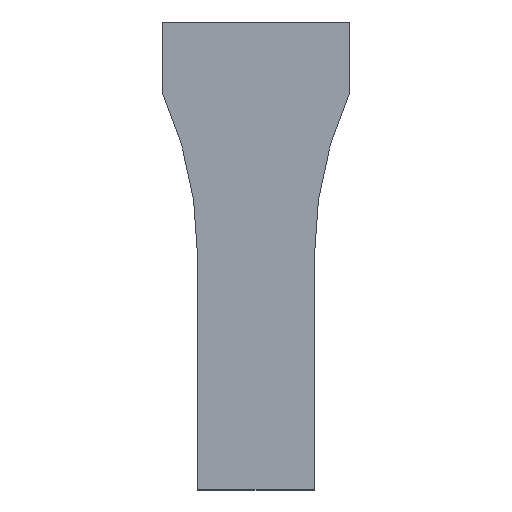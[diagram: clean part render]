
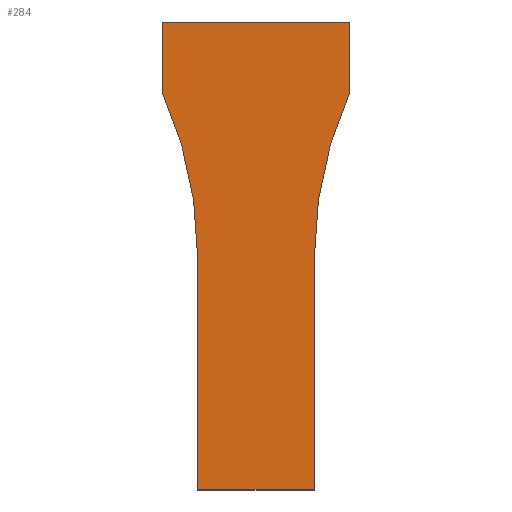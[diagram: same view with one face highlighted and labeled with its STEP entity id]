
A CAD part, top view. The second image highlights one B-rep face of the part: STEP entity #284.
In plain terms, the highlighted planar face has unit normal (0, 0, 1).
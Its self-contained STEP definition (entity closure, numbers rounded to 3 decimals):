
#67=DIRECTION('',(1.,0.,0.));
#68=VECTOR('',#67,50.);
#69=CARTESIAN_POINT('',(-25.,0.,5.));
#70=LINE('',#69,#68);
#71=DIRECTION('',(0.,-1.,0.));
#72=VECTOR('',#71,100.);
#73=CARTESIAN_POINT('',(-25.,100.,5.));
#74=LINE('',#73,#72);
#75=CARTESIAN_POINT('',(-195.,100.,5.));
#76=DIRECTION('',(0.,0.,-1.));
#77=DIRECTION('',(0.911,0.412,0.));
#78=AXIS2_PLACEMENT_3D('',#75,#76,#77);
#80=DIRECTION('',(0.,-1.,0.));
#81=VECTOR('',#80,30.);
#82=CARTESIAN_POINT('',(-40.081,200.,5.));
#83=LINE('',#82,#81);
#84=DIRECTION('',(-1.,0.,0.));
#85=VECTOR('',#84,80.161);
#86=CARTESIAN_POINT('',(40.081,200.,5.));
#87=LINE('',#86,#85);
#88=DIRECTION('',(0.,1.,0.));
#89=VECTOR('',#88,30.);
#90=CARTESIAN_POINT('',(40.081,170.,5.));
#91=LINE('',#90,#89);
#92=CARTESIAN_POINT('',(195.,100.,5.));
#93=DIRECTION('',(0.,0.,-1.));
#94=DIRECTION('',(-1.,0.,0.));
#95=AXIS2_PLACEMENT_3D('',#92,#93,#94);
#97=DIRECTION('',(0.,1.,0.));
#98=VECTOR('',#97,100.);
#99=CARTESIAN_POINT('',(25.,0.,5.));
#100=LINE('',#99,#98);
#117=CARTESIAN_POINT('',(-25.,0.,5.));
#118=CARTESIAN_POINT('',(25.,0.,5.));
#119=VERTEX_POINT('',#117);
#120=VERTEX_POINT('',#118);
#121=CARTESIAN_POINT('',(25.,100.,5.));
#122=VERTEX_POINT('',#121);
#123=CARTESIAN_POINT('',(40.081,170.,5.));
#124=VERTEX_POINT('',#123);
#125=CARTESIAN_POINT('',(40.081,200.,5.));
#126=VERTEX_POINT('',#125);
#127=CARTESIAN_POINT('',(-40.081,200.,5.));
#128=VERTEX_POINT('',#127);
#129=CARTESIAN_POINT('',(-40.081,170.,5.));
#130=VERTEX_POINT('',#129);
#131=CARTESIAN_POINT('',(-25.,100.,5.));
#132=VERTEX_POINT('',#131);
#269=CARTESIAN_POINT('',(0.,0.,5.));
#270=DIRECTION('',(0.,0.,1.));
#271=DIRECTION('',(1.,0.,0.));
#272=AXIS2_PLACEMENT_3D('',#269,#270,#271);
#273=PLANE('',#272);
#274=ORIENTED_EDGE('',*,*,#165,.F.);
#275=ORIENTED_EDGE('',*,*,#180,.F.);
#276=ORIENTED_EDGE('',*,*,#194,.F.);
#277=ORIENTED_EDGE('',*,*,#208,.F.);
#278=ORIENTED_EDGE('',*,*,#222,.F.);
#279=ORIENTED_EDGE('',*,*,#236,.F.);
#280=ORIENTED_EDGE('',*,*,#250,.F.);
#281=ORIENTED_EDGE('',*,*,#263,.F.);
#282=EDGE_LOOP('',(#274,#275,#276,#277,#278,#279,#280,#281));
#283=FACE_OUTER_BOUND('',#282,.F.);
#284=ADVANCED_FACE('',(#283),#273,.T.);
#79=CIRCLE('',#78,170.);
#96=CIRCLE('',#95,170.);
#165=EDGE_CURVE('',#119,#120,#70,.T.);
#180=EDGE_CURVE('',#132,#119,#74,.T.);
#194=EDGE_CURVE('',#130,#132,#79,.T.);
#208=EDGE_CURVE('',#128,#130,#83,.T.);
#222=EDGE_CURVE('',#126,#128,#87,.T.);
#236=EDGE_CURVE('',#124,#126,#91,.T.);
#250=EDGE_CURVE('',#122,#124,#96,.T.);
#263=EDGE_CURVE('',#120,#122,#100,.T.);
